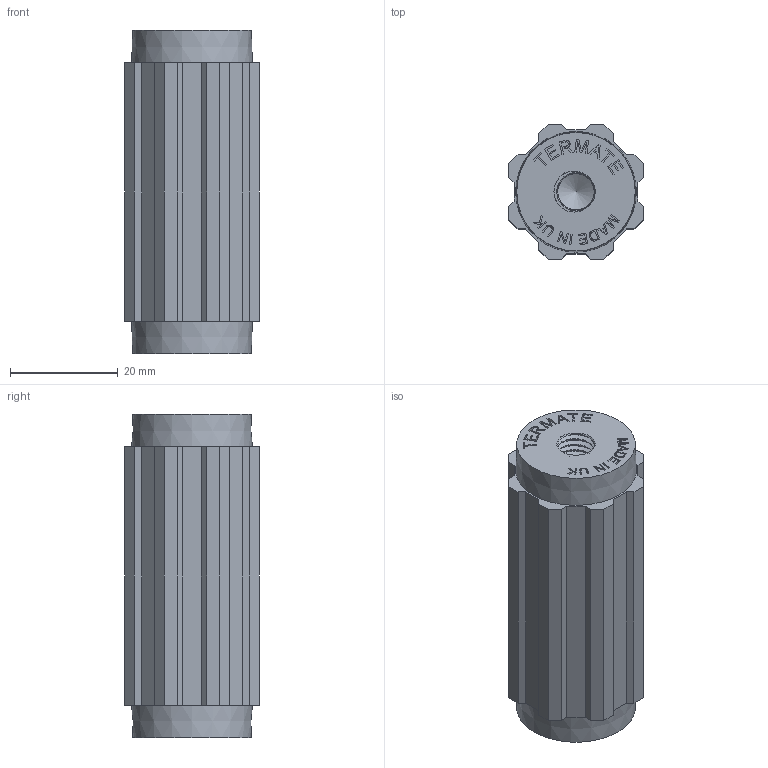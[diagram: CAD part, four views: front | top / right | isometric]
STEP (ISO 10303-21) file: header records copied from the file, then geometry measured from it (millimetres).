
FILE_DESCRIPTION(/* description */ (''),/* implementation_level */ '2;1');
FILE_NAME(/* name */ 'AM2-060-08.step',/* time_stamp */ '2019-12-09T14:15:10+00:00',/* author */ (''),/* organization */ (''),/* preprocessor_version */ 'ST-DEVELOPER v18',/* originating_system */ 'Autodesk Translation Framework v8.12.0.6',/* authorisation */ '');
FILE_SCHEMA (('AUTOMOTIVE_DESIGN { 1 0 10303 214 3 1 1 }'));
Length unit declared in the file: millimetre
Products named in the file (1): AM2-060-08
Bounding box: 25 x 25 x 60 mm (x, y, z)
Volume: 26865.3 mm3; surface area: 7301.9 mm2
Topology: 1 solids, 3 shells, 327 faces, 876 edges, 574 vertices
Faces by surface type: plane 218, bspline 55, cylinder 46, cone 8
Full cylindrical faces by diameter (mm): 6.779 x18, 8.17 x20, 10 x2
Entity records: 12494 total; most frequent: CARTESIAN_POINT 4777, ORIENTED_EDGE 1748, DIRECTION 1274, EDGE_CURVE 874, LINE 668, VECTOR 668, VERTEX_POINT 574, EDGE_LOOP 352
